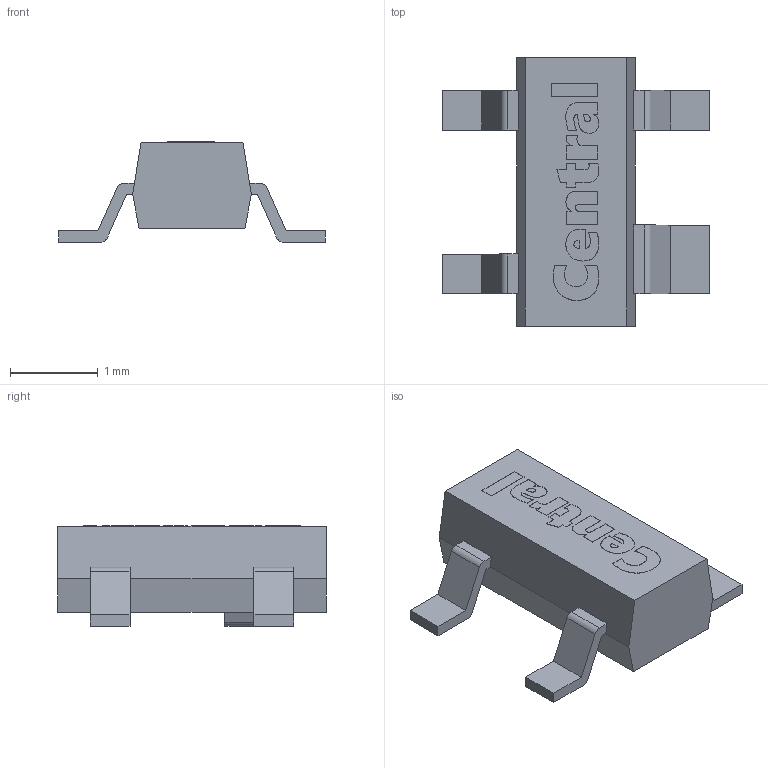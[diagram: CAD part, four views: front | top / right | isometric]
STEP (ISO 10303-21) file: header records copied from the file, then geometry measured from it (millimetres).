
FILE_DESCRIPTION(/* description */ (''),/* implementation_level */ '2;1');
FILE_NAME(/* name */ 'STP00003.step',/* time_stamp */ '2024-04-22T10:16:50-04:00',/* author */ (''),/* organization */ (''),/* preprocessor_version */ 'ST-DEVELOPER v20',/* originating_system */ 'Autodesk Translation Framework v12.14.0.127',/* authorisation */ '');
FILE_SCHEMA (('AUTOMOTIVE_DESIGN { 1 0 10303 214 3 1 1 }'));
Length unit declared in the file: millimetre
Products named in the file (5): STP00003; Component1; Component1(Mirror); Component1(Mirror)(Mirror); Component1(Mirror)(Mirror)(Mirror)
Assembly tree (4 placements, depth 2):
  STP00003
    Component1
    Component1(Mirror)
    Component1(Mirror)(Mirror)
    Component1(Mirror)(Mirror)(Mirror)
Bounding box: 3.03 x 3.05 x 1.14 mm (x, y, z)
Volume: 4.1 mm3; surface area: 22.6 mm2
Topology: 5 solids, 5 shells, 176 faces, 471 edges, 314 vertices
Faces by surface type: plane 103, bspline 65, cylinder 8
Entity records: 6220 total; most frequent: CARTESIAN_POINT 2075, ORIENTED_EDGE 942, DIRECTION 597, EDGE_CURVE 471, LINE 325, VECTOR 325, VERTEX_POINT 314, EDGE_LOOP 185
